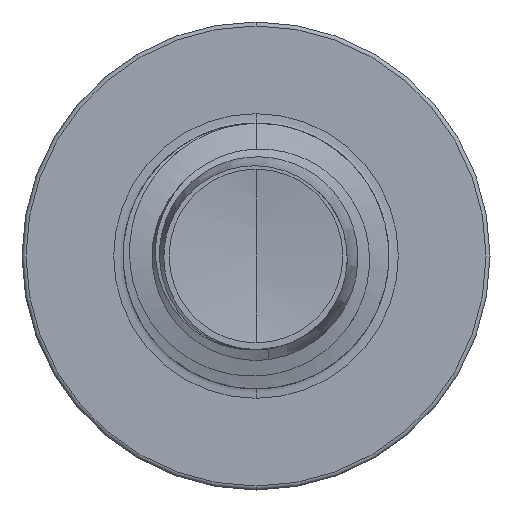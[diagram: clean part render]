
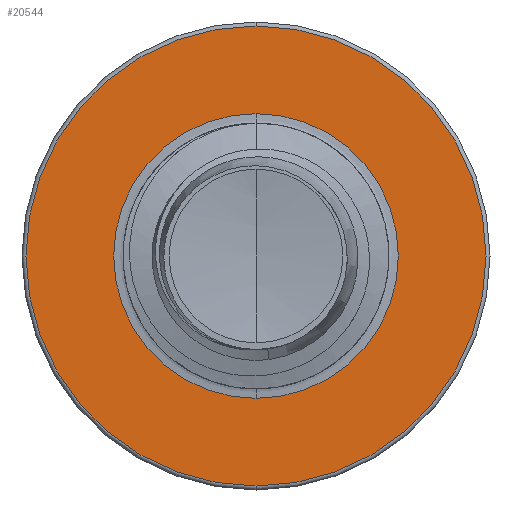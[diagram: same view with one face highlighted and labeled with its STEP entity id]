
A CAD part, front view. The second image highlights one B-rep face of the part: STEP entity #20544.
In plain terms, the highlighted planar face has unit normal (0, -1, 0).
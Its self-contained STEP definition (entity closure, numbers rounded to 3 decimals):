
#225 = ORIENTED_EDGE ( 'NONE', *, *, #21378, .F. ) ;
#808 = EDGE_CURVE ( 'NONE', #10568, #18760, #23312, .T. ) ;
#940 = DIRECTION ( 'NONE',  ( 0., 0., 1. ) ) ;
#982 = DIRECTION ( 'NONE',  ( 0., 1., 0. ) ) ;
#992 = CARTESIAN_POINT ( 'NONE',  ( 0., 9., 0. ) ) ;
#1933 = AXIS2_PLACEMENT_3D ( 'NONE', #15200, #15163, #15143 ) ;
#2832 = AXIS2_PLACEMENT_3D ( 'NONE', #992, #982, #940 ) ;
#3402 = DIRECTION ( 'NONE',  ( 0., 0., 1. ) ) ;
#7088 = AXIS2_PLACEMENT_3D ( 'NONE', #13738, #11812, #11806 ) ;
#9934 = CIRCLE ( 'NONE', #1933, 4.325 ) ;
#10283 = AXIS2_PLACEMENT_3D ( 'NONE', #21278, #16758, #3402 ) ;
#10378 = EDGE_CURVE ( 'NONE', #22057, #16038, #20428, .T. ) ;
#10568 = VERTEX_POINT ( 'NONE', #16522 ) ;
#10688 = CIRCLE ( 'NONE', #24134, 2.677 ) ;
#11368 = CARTESIAN_POINT ( 'NONE',  ( 0., 9., 2.677 ) ) ;
#11806 = DIRECTION ( 'NONE',  ( 0., 0., 1. ) ) ;
#11812 = DIRECTION ( 'NONE',  ( 0., 1., 0. ) ) ;
#11901 = PLANE ( 'NONE',  #7088 ) ;
#12595 = ORIENTED_EDGE ( 'NONE', *, *, #10378, .F. ) ;
#12893 = EDGE_LOOP ( 'NONE', ( #12595, #225 ) ) ;
#13738 = CARTESIAN_POINT ( 'NONE',  ( 0., 9., -2.677 ) ) ;
#15143 = DIRECTION ( 'NONE',  ( 0., 0., 1. ) ) ;
#15163 = DIRECTION ( 'NONE',  ( 0., 1., 0. ) ) ;
#15200 = CARTESIAN_POINT ( 'NONE',  ( 0., 9., 0. ) ) ;
#15265 = DIRECTION ( 'NONE',  ( 0., 0., 1. ) ) ;
#15296 = DIRECTION ( 'NONE',  ( 0., 1., 0. ) ) ;
#15322 = CARTESIAN_POINT ( 'NONE',  ( 0., 9., 0. ) ) ;
#16038 = VERTEX_POINT ( 'NONE', #19406 ) ;
#16522 = CARTESIAN_POINT ( 'NONE',  ( 0., 9., -2.677 ) ) ;
#16758 = DIRECTION ( 'NONE',  ( 0., 1., 0. ) ) ;
#18760 = VERTEX_POINT ( 'NONE', #11368 ) ;
#19406 = CARTESIAN_POINT ( 'NONE',  ( 0., 9., -4.325 ) ) ;
#19821 = ORIENTED_EDGE ( 'NONE', *, *, #808, .T. ) ;
#20428 = CIRCLE ( 'NONE', #2832, 4.325 ) ;
#20544 = ADVANCED_FACE ( 'NONE', ( #24183, #21589 ), #11901, .F. ) ;
#21278 = CARTESIAN_POINT ( 'NONE',  ( 0., 9., 0. ) ) ;
#21363 = EDGE_CURVE ( 'NONE', #18760, #10568, #10688, .T. ) ;
#21378 = EDGE_CURVE ( 'NONE', #16038, #22057, #9934, .T. ) ;
#21589 = FACE_BOUND ( 'NONE', #23773, .T. ) ;
#22057 = VERTEX_POINT ( 'NONE', #22640 ) ;
#22640 = CARTESIAN_POINT ( 'NONE',  ( 0., 9., 4.325 ) ) ;
#22701 = ORIENTED_EDGE ( 'NONE', *, *, #21363, .T. ) ;
#23312 = CIRCLE ( 'NONE', #10283, 2.677 ) ;
#23773 = EDGE_LOOP ( 'NONE', ( #22701, #19821 ) ) ;
#24134 = AXIS2_PLACEMENT_3D ( 'NONE', #15322, #15296, #15265 ) ;
#24183 = FACE_OUTER_BOUND ( 'NONE', #12893, .T. ) ;
